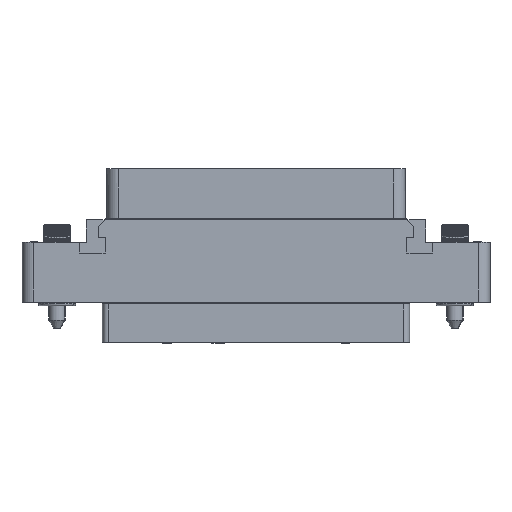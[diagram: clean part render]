
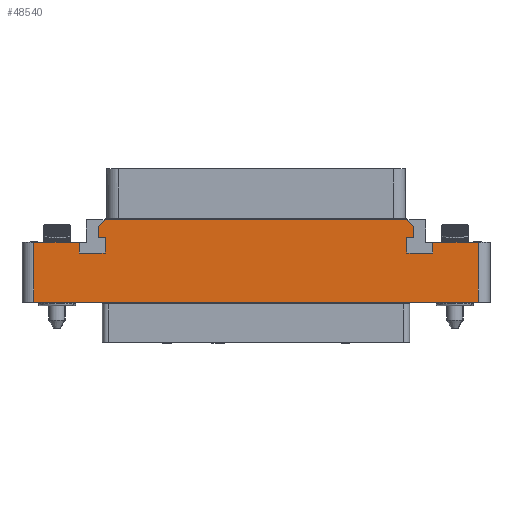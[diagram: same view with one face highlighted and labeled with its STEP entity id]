
A CAD part, top view. The second image highlights one B-rep face of the part: STEP entity #48540.
In plain terms, the highlighted planar face has unit normal (0, 0, 1).
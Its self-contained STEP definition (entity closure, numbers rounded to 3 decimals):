
#4452=DIRECTION('',(0.,-1.,0.));
#4453=VECTOR('',#4452,1.8);
#4454=CARTESIAN_POINT('',(-30.2,10.2,7.));
#4455=LINE('',#4454,#4453);
#4456=DIRECTION('',(1.,0.,0.));
#4457=VECTOR('',#4456,4.4);
#4458=CARTESIAN_POINT('',(-30.2,8.4,7.));
#4459=LINE('',#4458,#4457);
#4460=DIRECTION('',(0.,1.,0.));
#4461=VECTOR('',#4460,2.6);
#4462=CARTESIAN_POINT('',(-25.8,8.4,7.));
#4463=LINE('',#4462,#4461);
#4464=DIRECTION('',(-1.,0.,0.));
#4465=VECTOR('',#4464,1.2);
#4466=CARTESIAN_POINT('',(-25.8,11.,7.));
#4467=LINE('',#4466,#4465);
#4468=DIRECTION('',(0.,1.,0.));
#4469=VECTOR('',#4468,1.9);
#4470=CARTESIAN_POINT('',(-27.,11.,7.));
#4471=LINE('',#4470,#4469);
#4472=DIRECTION('',(0.707,0.707,0.));
#4473=VECTOR('',#4472,1.697);
#4474=CARTESIAN_POINT('',(-27.,12.9,7.));
#4475=LINE('',#4474,#4473);
#4476=DIRECTION('',(1.,0.,0.));
#4477=VECTOR('',#4476,51.6);
#4478=CARTESIAN_POINT('',(-25.8,14.1,7.));
#4479=LINE('',#4478,#4477);
#4480=DIRECTION('',(-0.707,0.707,0.));
#4481=VECTOR('',#4480,1.697);
#4482=CARTESIAN_POINT('',(27.,12.9,7.));
#4483=LINE('',#4482,#4481);
#4484=DIRECTION('',(0.,1.,0.));
#4485=VECTOR('',#4484,1.9);
#4486=CARTESIAN_POINT('',(27.,11.,7.));
#4487=LINE('',#4486,#4485);
#4488=DIRECTION('',(1.,0.,0.));
#4489=VECTOR('',#4488,1.2);
#4490=CARTESIAN_POINT('',(25.8,11.,7.));
#4491=LINE('',#4490,#4489);
#4492=DIRECTION('',(0.,1.,0.));
#4493=VECTOR('',#4492,2.6);
#4494=CARTESIAN_POINT('',(25.8,8.4,7.));
#4495=LINE('',#4494,#4493);
#4496=DIRECTION('',(-1.,0.,0.));
#4497=VECTOR('',#4496,4.4);
#4498=CARTESIAN_POINT('',(30.2,8.4,7.));
#4499=LINE('',#4498,#4497);
#4500=DIRECTION('',(0.,-1.,0.));
#4501=VECTOR('',#4500,1.8);
#4502=CARTESIAN_POINT('',(30.2,10.2,7.));
#4503=LINE('',#4502,#4501);
#4504=DIRECTION('',(1.,0.,0.));
#4505=VECTOR('',#4504,7.8);
#4506=CARTESIAN_POINT('',(30.2,10.2,7.));
#4507=LINE('',#4506,#4505);
#4508=DIRECTION('',(-1.,0.,0.));
#4509=VECTOR('',#4508,76.);
#4510=CARTESIAN_POINT('',(38.,0.,7.));
#4511=LINE('',#4510,#4509);
#4512=DIRECTION('',(1.,0.,0.));
#4513=VECTOR('',#4512,7.8);
#4514=CARTESIAN_POINT('',(-38.,10.2,7.));
#4515=LINE('',#4514,#4513);
#5364=DIRECTION('',(0.,1.,0.));
#5365=VECTOR('',#5364,10.2);
#5366=CARTESIAN_POINT('',(38.,0.,7.));
#5367=LINE('',#5366,#5365);
#9753=DIRECTION('',(0.,-1.,0.));
#9754=VECTOR('',#9753,10.2);
#9755=CARTESIAN_POINT('',(-38.,10.2,7.));
#9756=LINE('',#9755,#9754);
#35571=CARTESIAN_POINT('',(38.,0.,7.));
#35572=CARTESIAN_POINT('',(38.,10.2,7.));
#35573=VERTEX_POINT('',#35571);
#35574=VERTEX_POINT('',#35572);
#35579=CARTESIAN_POINT('',(-38.,10.2,7.));
#35580=CARTESIAN_POINT('',(-38.,0.,7.));
#35581=VERTEX_POINT('',#35579);
#35582=VERTEX_POINT('',#35580);
#37201=CARTESIAN_POINT('',(30.2,10.2,7.));
#37202=CARTESIAN_POINT('',(30.2,8.4,7.));
#37203=VERTEX_POINT('',#37201);
#37204=VERTEX_POINT('',#37202);
#37205=CARTESIAN_POINT('',(25.8,8.4,7.));
#37206=VERTEX_POINT('',#37205);
#37207=CARTESIAN_POINT('',(25.8,11.,7.));
#37208=VERTEX_POINT('',#37207);
#37209=CARTESIAN_POINT('',(27.,11.,7.));
#37210=VERTEX_POINT('',#37209);
#37211=CARTESIAN_POINT('',(27.,12.9,7.));
#37212=VERTEX_POINT('',#37211);
#37213=CARTESIAN_POINT('',(25.8,14.1,7.));
#37214=VERTEX_POINT('',#37213);
#37231=CARTESIAN_POINT('',(-30.2,10.2,7.));
#37232=CARTESIAN_POINT('',(-30.2,8.4,7.));
#37233=VERTEX_POINT('',#37231);
#37234=VERTEX_POINT('',#37232);
#37235=CARTESIAN_POINT('',(-25.8,8.4,7.));
#37236=VERTEX_POINT('',#37235);
#37237=CARTESIAN_POINT('',(-25.8,11.,7.));
#37238=VERTEX_POINT('',#37237);
#37239=CARTESIAN_POINT('',(-27.,11.,7.));
#37240=VERTEX_POINT('',#37239);
#37241=CARTESIAN_POINT('',(-27.,12.9,7.));
#37242=VERTEX_POINT('',#37241);
#37243=CARTESIAN_POINT('',(-25.8,14.1,7.));
#37244=VERTEX_POINT('',#37243);
#48500=CARTESIAN_POINT('',(0.,0.,7.));
#48501=DIRECTION('',(0.,0.,-1.));
#48502=DIRECTION('',(-1.,0.,0.));
#48503=AXIS2_PLACEMENT_3D('',#48500,#48501,#48502);
#48504=PLANE('',#48503);
#48506=ORIENTED_EDGE('',*,*,#48505,.T.);
#48508=ORIENTED_EDGE('',*,*,#48507,.T.);
#48510=ORIENTED_EDGE('',*,*,#48509,.T.);
#48512=ORIENTED_EDGE('',*,*,#48511,.T.);
#48514=ORIENTED_EDGE('',*,*,#48513,.T.);
#48515=ORIENTED_EDGE('',*,*,#48491,.T.);
#48516=ORIENTED_EDGE('',*,*,#48381,.T.);
#48517=ORIENTED_EDGE('',*,*,#48399,.F.);
#48519=ORIENTED_EDGE('',*,*,#48518,.F.);
#48521=ORIENTED_EDGE('',*,*,#48520,.F.);
#48523=ORIENTED_EDGE('',*,*,#48522,.F.);
#48525=ORIENTED_EDGE('',*,*,#48524,.F.);
#48527=ORIENTED_EDGE('',*,*,#48526,.F.);
#48529=ORIENTED_EDGE('',*,*,#48528,.T.);
#48531=ORIENTED_EDGE('',*,*,#48530,.F.);
#48533=ORIENTED_EDGE('',*,*,#48532,.T.);
#48535=ORIENTED_EDGE('',*,*,#48534,.F.);
#48537=ORIENTED_EDGE('',*,*,#48536,.T.);
#48538=EDGE_LOOP('',(#48506,#48508,#48510,#48512,#48514,#48515,#48516,#48517,
#48519,#48521,#48523,#48525,#48527,#48529,#48531,#48533,#48535,#48537));
#48539=FACE_OUTER_BOUND('',#48538,.F.);
#48540=ADVANCED_FACE('',(#48539),#48504,.F.);
#48381=EDGE_CURVE('',#37244,#37214,#4479,.T.);
#48399=EDGE_CURVE('',#37212,#37214,#4483,.T.);
#48491=EDGE_CURVE('',#37242,#37244,#4475,.T.);
#48505=EDGE_CURVE('',#37233,#37234,#4455,.T.);
#48507=EDGE_CURVE('',#37234,#37236,#4459,.T.);
#48509=EDGE_CURVE('',#37236,#37238,#4463,.T.);
#48511=EDGE_CURVE('',#37238,#37240,#4467,.T.);
#48513=EDGE_CURVE('',#37240,#37242,#4471,.T.);
#48518=EDGE_CURVE('',#37210,#37212,#4487,.T.);
#48520=EDGE_CURVE('',#37208,#37210,#4491,.T.);
#48522=EDGE_CURVE('',#37206,#37208,#4495,.T.);
#48524=EDGE_CURVE('',#37204,#37206,#4499,.T.);
#48526=EDGE_CURVE('',#37203,#37204,#4503,.T.);
#48528=EDGE_CURVE('',#37203,#35574,#4507,.T.);
#48530=EDGE_CURVE('',#35573,#35574,#5367,.T.);
#48532=EDGE_CURVE('',#35573,#35582,#4511,.T.);
#48534=EDGE_CURVE('',#35581,#35582,#9756,.T.);
#48536=EDGE_CURVE('',#35581,#37233,#4515,.T.);
